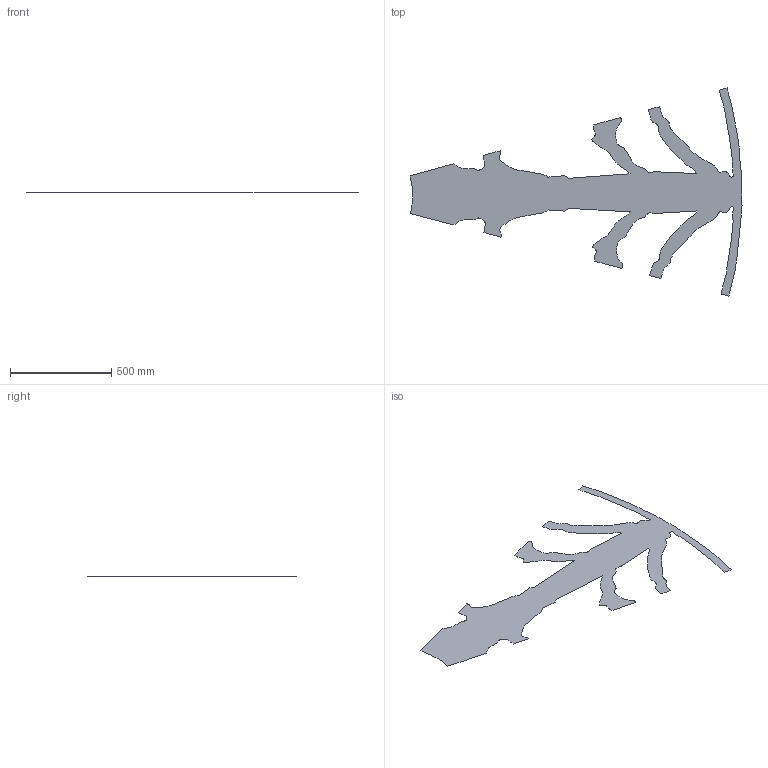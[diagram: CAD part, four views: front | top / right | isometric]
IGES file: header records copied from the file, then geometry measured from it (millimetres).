
Global section: file name: web2.igs; native system: ANSA; preprocessor: 13.2; date: 191106.142053; units: millimetre
Bounding box: 1639.78 x 1027.88 x 0 mm (x, y, z)
Surface area: 987810.9 mm2 (no closed solid volume)
Topology: 0 solids, 0 shells, 2 faces, 100 edges, 100 vertices
Faces by surface type: bspline 2
